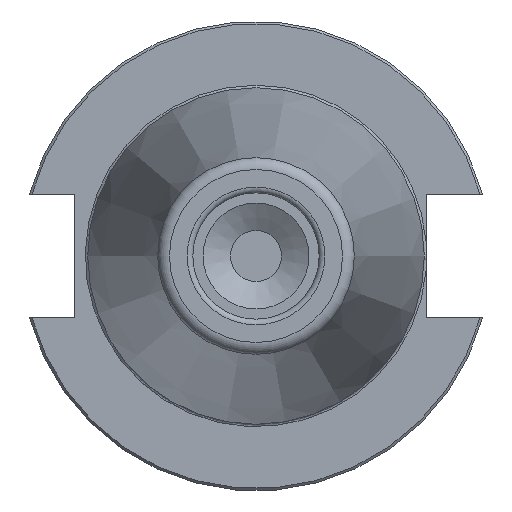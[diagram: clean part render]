
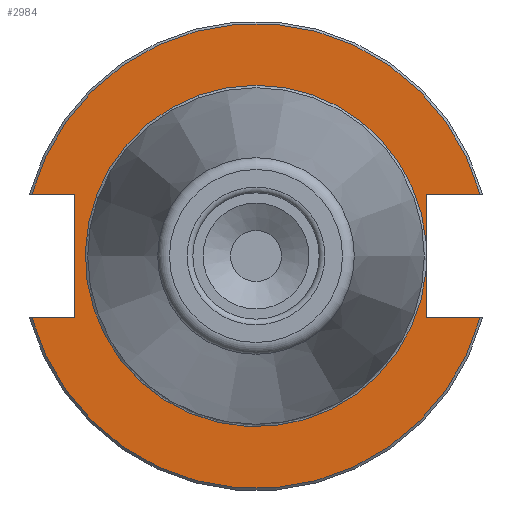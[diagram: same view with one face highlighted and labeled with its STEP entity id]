
A CAD part, left-side view. The second image highlights one B-rep face of the part: STEP entity #2984.
In plain terms, the highlighted planar face has unit normal (-1, 0, 0).
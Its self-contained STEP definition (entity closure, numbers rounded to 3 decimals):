
#147=LINE('',#4720,#392);
#154=LINE('',#4764,#399);
#156=LINE('',#4768,#401);
#163=LINE('',#4827,#408);
#164=LINE('',#4837,#409);
#171=LINE('',#4881,#416);
#177=LINE('',#4926,#422);
#392=VECTOR('',#3742,10.);
#399=VECTOR('',#3751,10.);
#401=VECTOR('',#3753,10.);
#408=VECTOR('',#3762,10.);
#409=VECTOR('',#3769,10.);
#416=VECTOR('',#3778,10.);
#422=VECTOR('',#3786,10.);
#680=FACE_OUTER_BOUND('',#870,.T.);
#870=EDGE_LOOP('',(#2220,#2221,#2222,#2223,#2224,#2225,#2226,#2227,#2228,
#2229,#2230));
#1090=CIRCLE('',#3259,48.25);
#1093=CIRCLE('',#3263,48.25);
#1094=CIRCLE('',#3265,35.429);
#1095=CIRCLE('',#3266,35.429);
#1270=VERTEX_POINT('',#4714);
#1272=VERTEX_POINT('',#4719);
#1283=VERTEX_POINT('',#4763);
#1284=VERTEX_POINT('',#4765);
#1285=VERTEX_POINT('',#4767);
#1289=VERTEX_POINT('',#4786);
#1298=VERTEX_POINT('',#4831);
#1300=VERTEX_POINT('',#4836);
#1311=VERTEX_POINT('',#4880);
#1313=VERTEX_POINT('',#4885);
#1326=VERTEX_POINT('',#4945);
#1593=EDGE_CURVE('',#1272,#1270,#147,.T.);
#1605=EDGE_CURVE('',#1283,#1272,#154,.T.);
#1607=EDGE_CURVE('',#1285,#1284,#156,.T.);
#1621=EDGE_CURVE('',#1289,#1285,#163,.T.);
#1624=EDGE_CURVE('',#1300,#1298,#164,.T.);
#1636=EDGE_CURVE('',#1311,#1300,#171,.T.);
#1648=EDGE_CURVE('',#1313,#1311,#177,.T.);
#1655=EDGE_CURVE('',#1289,#1298,#1090,.T.);
#1658=EDGE_CURVE('',#1313,#1270,#1093,.T.);
#1659=EDGE_CURVE('',#1284,#1326,#1094,.T.);
#1660=EDGE_CURVE('',#1326,#1283,#1095,.T.);
#2220=ORIENTED_EDGE('',*,*,#1605,.T.);
#2221=ORIENTED_EDGE('',*,*,#1593,.T.);
#2222=ORIENTED_EDGE('',*,*,#1658,.F.);
#2223=ORIENTED_EDGE('',*,*,#1648,.T.);
#2224=ORIENTED_EDGE('',*,*,#1636,.T.);
#2225=ORIENTED_EDGE('',*,*,#1624,.T.);
#2226=ORIENTED_EDGE('',*,*,#1655,.F.);
#2227=ORIENTED_EDGE('',*,*,#1621,.T.);
#2228=ORIENTED_EDGE('',*,*,#1607,.T.);
#2229=ORIENTED_EDGE('',*,*,#1659,.T.);
#2230=ORIENTED_EDGE('',*,*,#1660,.T.);
#2849=PLANE('',#3264);
#2984=ADVANCED_FACE('',(#680),#2849,.T.);
#3259=AXIS2_PLACEMENT_3D('',#4939,#3803,#3804);
#3263=AXIS2_PLACEMENT_3D('',#4943,#3811,#3812);
#3264=AXIS2_PLACEMENT_3D('',#4944,#3813,#3814);
#3265=AXIS2_PLACEMENT_3D('',#4946,#3815,#3816);
#3266=AXIS2_PLACEMENT_3D('',#4947,#3817,#3818);
#3742=DIRECTION('',(0.,-1.,0.));
#3751=DIRECTION('',(0.,0.,1.));
#3753=DIRECTION('',(0.,0.,1.));
#3762=DIRECTION('',(0.,1.,0.));
#3769=DIRECTION('',(0.,1.,0.));
#3778=DIRECTION('',(0.,0.,-1.));
#3786=DIRECTION('',(0.,-1.,0.));
#3803=DIRECTION('center_axis',(1.,0.,0.));
#3804=DIRECTION('ref_axis',(0.,0.,-1.));
#3811=DIRECTION('center_axis',(1.,0.,0.));
#3812=DIRECTION('ref_axis',(0.,0.,-1.));
#3813=DIRECTION('center_axis',(-1.,0.,0.));
#3814=DIRECTION('ref_axis',(0.,0.,1.));
#3815=DIRECTION('center_axis',(1.,0.,0.));
#3816=DIRECTION('ref_axis',(0.,0.,-1.));
#3817=DIRECTION('center_axis',(1.,0.,0.));
#3818=DIRECTION('ref_axis',(0.,0.,-1.));
#4714=CARTESIAN_POINT('',(3.175,-46.514,12.825));
#4719=CARTESIAN_POINT('',(3.175,-35.3,12.825));
#4720=CARTESIAN_POINT('',(3.175,6.475,12.825));
#4763=CARTESIAN_POINT('',(3.175,-35.3,3.016));
#4764=CARTESIAN_POINT('',(3.175,-35.3,-6.413));
#4765=CARTESIAN_POINT('',(3.175,-35.3,-3.016));
#4767=CARTESIAN_POINT('',(3.175,-35.3,-12.825));
#4768=CARTESIAN_POINT('',(3.175,-35.3,-6.413));
#4786=CARTESIAN_POINT('',(3.175,-46.514,-12.825));
#4827=CARTESIAN_POINT('',(3.175,-13.707,-12.825));
#4831=CARTESIAN_POINT('',(3.175,46.514,-12.825));
#4836=CARTESIAN_POINT('',(3.175,37.7,-12.825));
#4837=CARTESIAN_POINT('',(3.175,42.975,-12.825));
#4880=CARTESIAN_POINT('',(3.175,37.7,12.825));
#4881=CARTESIAN_POINT('',(3.175,37.7,6.413));
#4885=CARTESIAN_POINT('',(3.175,46.514,12.825));
#4926=CARTESIAN_POINT('',(3.175,61.395,12.825));
#4939=CARTESIAN_POINT('Origin',(3.175,0.,0.));
#4943=CARTESIAN_POINT('Origin',(3.175,0.,0.));
#4944=CARTESIAN_POINT('Origin',(3.175,48.25,0.));
#4945=CARTESIAN_POINT('',(3.175,0.,35.429));
#4946=CARTESIAN_POINT('Origin',(3.175,0.,0.));
#4947=CARTESIAN_POINT('Origin',(3.175,0.,0.));
